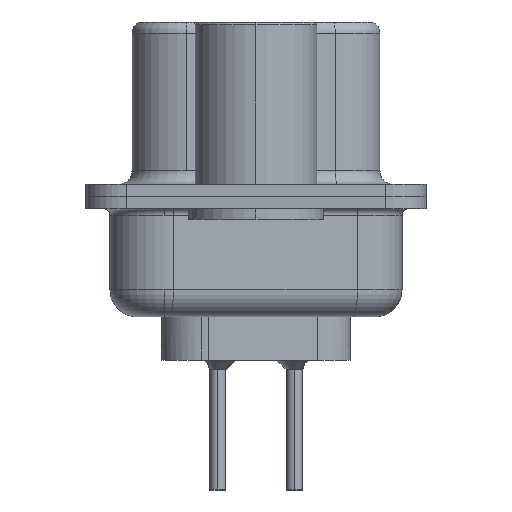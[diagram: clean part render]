
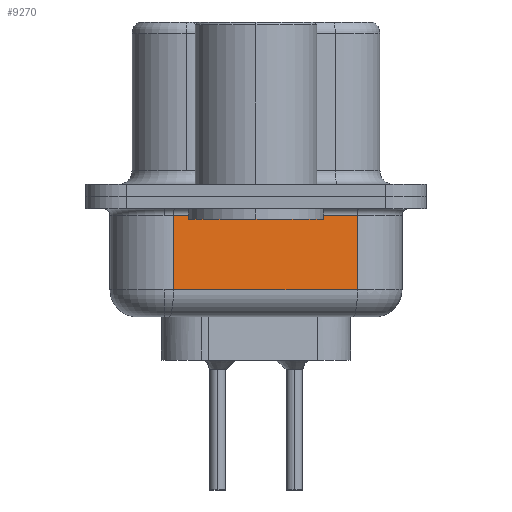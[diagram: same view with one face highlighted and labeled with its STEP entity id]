
A CAD part, left-side view. The second image highlights one B-rep face of the part: STEP entity #9270.
In plain terms, the highlighted planar face has unit normal (-0.985, -0.174, 0).
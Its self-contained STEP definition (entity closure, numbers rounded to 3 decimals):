
#120 = DIRECTION ( 'NONE',  ( 0.985, 0.174, 0. ) ) ;
#218 = PLANE ( 'NONE',  #18888 ) ;
#1166 = EDGE_CURVE ( 'NONE', #14872, #16909, #14342, .T. ) ;
#1232 = EDGE_LOOP ( 'NONE', ( #3153, #3802, #5771, #9077 ) ) ;
#2148 = VERTEX_POINT ( 'NONE', #14818 ) ;
#2163 = EDGE_CURVE ( 'NONE', #2148, #14872, #12068, .T. ) ;
#2350 = CARTESIAN_POINT ( 'NONE',  ( 2.875, 3.053, -0.7 ) ) ;
#3142 = CARTESIAN_POINT ( 'NONE',  ( 2.875, 3.053, -4.45 ) ) ;
#3153 = ORIENTED_EDGE ( 'NONE', *, *, #16215, .F. ) ;
#3484 = DIRECTION ( 'NONE',  ( 0.174, -0.985, 0. ) ) ;
#3802 = ORIENTED_EDGE ( 'NONE', *, *, #10119, .T. ) ;
#5771 = ORIENTED_EDGE ( 'NONE', *, *, #2163, .T. ) ;
#6088 = VECTOR ( 'NONE', #17508, 1000. ) ;
#6089 = FACE_OUTER_BOUND ( 'NONE', #1232, .T. ) ;
#6508 = DIRECTION ( 'NONE',  ( 0., 0., 1. ) ) ;
#7359 = CARTESIAN_POINT ( 'NONE',  ( 4.074, -3.747, -4.45 ) ) ;
#8753 = CARTESIAN_POINT ( 'NONE',  ( 2.875, 3.053, -3.45 ) ) ;
#9077 = ORIENTED_EDGE ( 'NONE', *, *, #1166, .T. ) ;
#9270 = ADVANCED_FACE ( 'NONE', ( #6089 ), #218, .F. ) ;
#9459 = CARTESIAN_POINT ( 'NONE',  ( 2.875, 3.053, -4.45 ) ) ;
#9740 = LINE ( 'NONE', #9459, #13970 ) ;
#10119 = EDGE_CURVE ( 'NONE', #13613, #2148, #18432, .T. ) ;
#10951 = CARTESIAN_POINT ( 'NONE',  ( 2.875, 3.053, -3.45 ) ) ;
#11731 = VECTOR ( 'NONE', #17980, 1000. ) ;
#12068 = LINE ( 'NONE', #7359, #11731 ) ;
#13075 = CARTESIAN_POINT ( 'NONE',  ( 2.875, 3.053, -0.7 ) ) ;
#13581 = VECTOR ( 'NONE', #3484, 1000. ) ;
#13613 = VERTEX_POINT ( 'NONE', #8753 ) ;
#13871 = CARTESIAN_POINT ( 'NONE',  ( 4.074, -3.747, -0.7 ) ) ;
#13970 = VECTOR ( 'NONE', #6508, 1000. ) ;
#14342 = LINE ( 'NONE', #13075, #6088 ) ;
#14818 = CARTESIAN_POINT ( 'NONE',  ( 4.074, -3.747, -3.45 ) ) ;
#14872 = VERTEX_POINT ( 'NONE', #13871 ) ;
#16215 = EDGE_CURVE ( 'NONE', #13613, #16909, #9740, .T. ) ;
#16909 = VERTEX_POINT ( 'NONE', #2350 ) ;
#17508 = DIRECTION ( 'NONE',  ( -0.174, 0.985, 0. ) ) ;
#17980 = DIRECTION ( 'NONE',  ( 0., 0., 1. ) ) ;
#18432 = LINE ( 'NONE', #10951, #13581 ) ;
#18474 = DIRECTION ( 'NONE',  ( -0.174, 0.985, 0. ) ) ;
#18888 = AXIS2_PLACEMENT_3D ( 'NONE', #3142, #120, #18474 ) ;
